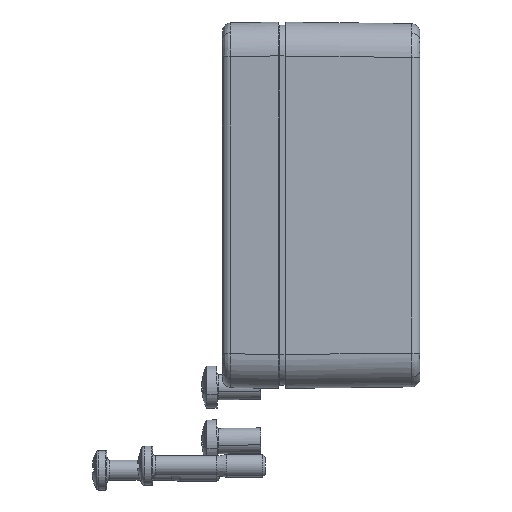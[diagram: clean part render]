
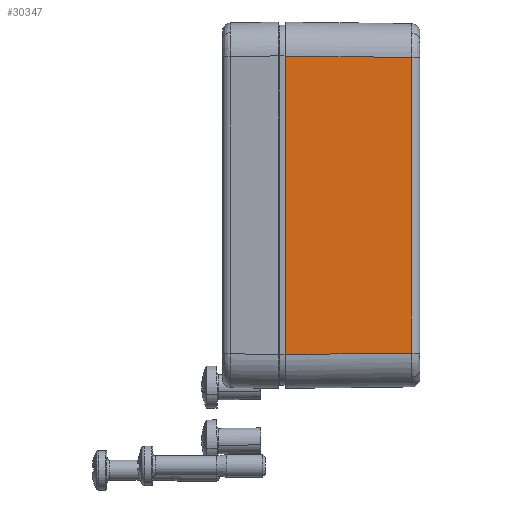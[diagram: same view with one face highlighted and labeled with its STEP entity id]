
A CAD part, left-side view. The second image highlights one B-rep face of the part: STEP entity #30347.
In plain terms, the highlighted planar face has unit normal (-1, -0.011, 0).
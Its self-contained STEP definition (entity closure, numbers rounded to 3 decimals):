
#1915 = CARTESIAN_POINT ( 'NONE',  ( -24.969, -2.7, 26.47 ) ) ;
#2901 = DIRECTION ( 'NONE',  ( 0., 0., -1. ) ) ;
#2902 = VECTOR ( 'NONE', #2901, 1000. ) ;
#2903 = CARTESIAN_POINT ( 'NONE',  ( -24.969, -2.7, 32.5 ) ) ;
#2904 = LINE ( 'NONE', #2903, #2902 ) ;
#2928 = DIRECTION ( 'NONE',  ( 0., 0., 1. ) ) ;
#2929 = VECTOR ( 'NONE', #2928, 1000. ) ;
#2930 = CARTESIAN_POINT ( 'NONE',  ( -24.717, -25.017, 32.5 ) ) ;
#2934 = LINE ( 'NONE', #2930, #2929 ) ;
#2996 = CARTESIAN_POINT ( 'NONE',  ( -24.717, -25.017, 26.217 ) ) ;
#3030 = CARTESIAN_POINT ( 'NONE',  ( -24.969, -2.7, -26.47 ) ) ;
#3060 = DIRECTION ( 'NONE',  ( -0.011, 1., 0.011 ) ) ;
#3061 = VECTOR ( 'NONE', #3060, 1000. ) ;
#3062 = CARTESIAN_POINT ( 'NONE',  ( -25.001, 0.068, 26.501 ) ) ;
#3063 = LINE ( 'NONE', #3062, #3061 ) ;
#3093 = DIRECTION ( 'NONE',  ( 0.011, -1., 0. ) ) ;
#3094 = DIRECTION ( 'NONE',  ( -1., -0.011, 0. ) ) ;
#3095 = AXIS2_PLACEMENT_3D ( 'NONE', #3097, #3094, #3093 ) ;
#3097 = CARTESIAN_POINT ( 'NONE',  ( -25., 0., 32.5 ) ) ;
#3098 = PLANE ( 'NONE',  #3095 ) ;
#3099 = FACE_OUTER_BOUND ( 'NONE', #30336, .T. ) ;
#4098 = DIRECTION ( 'NONE',  ( 0.011, -1., 0.011 ) ) ;
#4099 = VECTOR ( 'NONE', #4098, 1000. ) ;
#4100 = CARTESIAN_POINT ( 'NONE',  ( -24.992, -0.667, -26.493 ) ) ;
#4101 = LINE ( 'NONE', #4100, #4099 ) ;
#9410 = VERTEX_POINT ( 'NONE', #20420 ) ;
#20420 = CARTESIAN_POINT ( 'NONE',  ( -24.717, -25.017, -26.217 ) ) ;
#29875 = VERTEX_POINT ( 'NONE', #1915 ) ;
#30200 = EDGE_CURVE ( 'NONE', #29875, #30307, #2904, .T. ) ;
#30214 = EDGE_CURVE ( 'NONE', #9410, #30292, #2934, .T. ) ;
#30292 = VERTEX_POINT ( 'NONE', #2996 ) ;
#30307 = VERTEX_POINT ( 'NONE', #3030 ) ;
#30321 = ORIENTED_EDGE ( 'NONE', *, *, #30328, .T. ) ;
#30327 = ORIENTED_EDGE ( 'NONE', *, *, #30200, .T. ) ;
#30328 = EDGE_CURVE ( 'NONE', #30292, #29875, #3063, .T. ) ;
#30336 = EDGE_LOOP ( 'NONE', ( #30321, #30327, #30710, #30691 ) ) ;
#30347 = ADVANCED_FACE ( 'NONE', ( #3099 ), #3098, .T. ) ;
#30691 = ORIENTED_EDGE ( 'NONE', *, *, #30214, .T. ) ;
#30710 = ORIENTED_EDGE ( 'NONE', *, *, #30711, .T. ) ;
#30711 = EDGE_CURVE ( 'NONE', #30307, #9410, #4101, .T. ) ;
